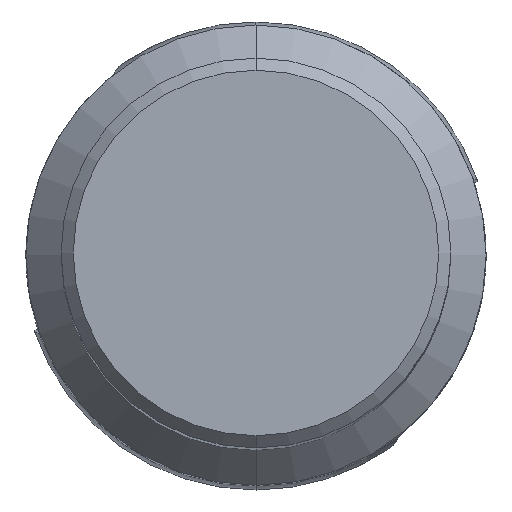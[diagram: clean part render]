
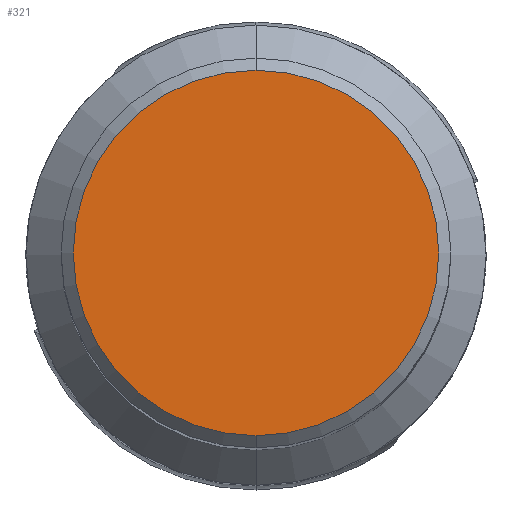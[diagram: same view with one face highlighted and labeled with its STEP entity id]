
A CAD part, top view. The second image highlights one B-rep face of the part: STEP entity #321.
In plain terms, the highlighted planar face has unit normal (0, 0, 1).
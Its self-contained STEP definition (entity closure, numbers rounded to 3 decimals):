
#321=ADVANCED_FACE('',(#826),#827,.T.);
#481=VERTEX_POINT('',#1001);
#531=EDGE_CURVE('',#481,#635,#1057,.T.);
#635=VERTEX_POINT('',#1172);
#679=EDGE_CURVE('',#635,#481,#1220,.T.);
#826=FACE_OUTER_BOUND('',#1454,.T.);
#827=PLANE('',#1455);
#1001=CARTESIAN_POINT('',(0.,-15.0,0.0));
#1057=CIRCLE('',#2012,15.0);
#1172=CARTESIAN_POINT('',(0.0,15.0,0.0));
#1220=CIRCLE('',#2436,15.0);
#1454=EDGE_LOOP('',(#2755,#2756));
#1455=AXIS2_PLACEMENT_3D('',#2757,#2758,#2759);
#2012=AXIS2_PLACEMENT_3D('',#3040,#3041,#3042);
#2436=AXIS2_PLACEMENT_3D('',#3213,#3214,#3215);
#2755=ORIENTED_EDGE('',*,*,#679,.F.);
#2756=ORIENTED_EDGE('',*,*,#531,.F.);
#2757=CARTESIAN_POINT('',(0.0,7.5,0.0));
#2758=DIRECTION('',(-0.0,0.0,1.0));
#2759=DIRECTION('',(0.0,-1.0,0.0));
#3040=CARTESIAN_POINT('',(0.0,0.0,0.0));
#3041=DIRECTION('',(0.0,0.0,-1.0));
#3042=DIRECTION('',(0.0,1.0,0.0));
#3213=CARTESIAN_POINT('',(0.0,0.0,0.0));
#3214=DIRECTION('',(0.0,0.0,-1.0));
#3215=DIRECTION('',(0.0,1.0,0.0));
